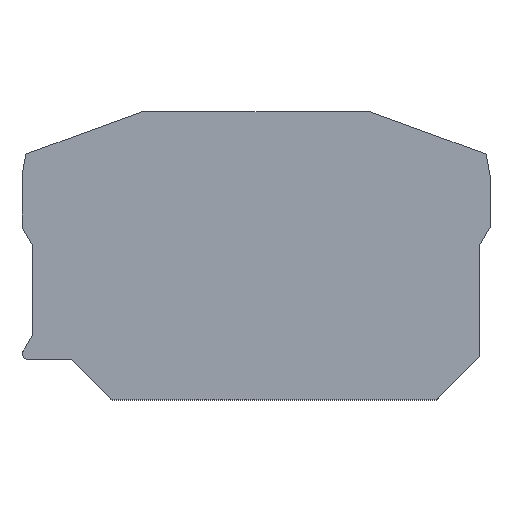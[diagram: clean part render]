
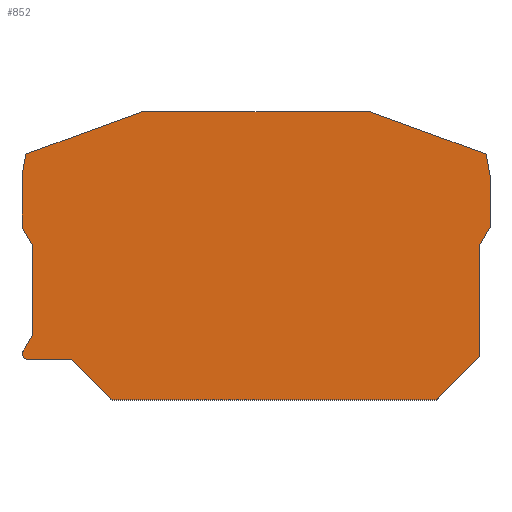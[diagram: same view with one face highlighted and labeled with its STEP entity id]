
A CAD part, top view. The second image highlights one B-rep face of the part: STEP entity #852.
In plain terms, the highlighted planar face has unit normal (0, 0, 1).
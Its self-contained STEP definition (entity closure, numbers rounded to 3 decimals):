
#159=DIRECTION('',(-0.5,-0.866,0.));
#160=VECTOR('',#159,2.614);
#161=CARTESIAN_POINT('',(-31.,9.064,2.));
#162=LINE('',#161,#160);
#163=DIRECTION('',(0.,-1.,0.));
#164=VECTOR('',#163,12.338);
#165=CARTESIAN_POINT('',(-31.,21.402,2.));
#166=LINE('',#165,#164);
#167=DIRECTION('',(0.5,-0.866,0.));
#168=VECTOR('',#167,3.);
#169=CARTESIAN_POINT('',(-32.5,24.,2.));
#170=LINE('',#169,#168);
#171=DIRECTION('',(0.,-1.,0.));
#172=VECTOR('',#171,7.187);
#173=CARTESIAN_POINT('',(-32.5,31.187,2.));
#174=LINE('',#173,#172);
#175=DIRECTION('',(-0.174,-0.985,0.));
#176=VECTOR('',#175,3.);
#177=CARTESIAN_POINT('',(-31.979,34.142,2.));
#178=LINE('',#177,#176);
#179=DIRECTION('',(-0.94,-0.342,0.));
#180=VECTOR('',#179,17.129);
#181=CARTESIAN_POINT('',(-15.883,40.,2.));
#182=LINE('',#181,#180);
#183=DIRECTION('',(-1.,0.,0.));
#184=VECTOR('',#183,31.766);
#185=CARTESIAN_POINT('',(15.883,40.,2.));
#186=LINE('',#185,#184);
#187=DIRECTION('',(-0.94,0.342,0.));
#188=VECTOR('',#187,17.129);
#189=CARTESIAN_POINT('',(31.979,34.142,2.));
#190=LINE('',#189,#188);
#191=DIRECTION('',(-0.174,0.985,0.));
#192=VECTOR('',#191,3.);
#193=CARTESIAN_POINT('',(32.5,31.187,2.));
#194=LINE('',#193,#192);
#195=DIRECTION('',(0.,1.,0.));
#196=VECTOR('',#195,7.187);
#197=CARTESIAN_POINT('',(32.5,24.,2.));
#198=LINE('',#197,#196);
#199=DIRECTION('',(0.5,0.866,0.));
#200=VECTOR('',#199,3.);
#201=CARTESIAN_POINT('',(31.,21.402,2.));
#202=LINE('',#201,#200);
#203=DIRECTION('',(0.,1.,0.));
#204=VECTOR('',#203,15.402);
#205=CARTESIAN_POINT('',(31.,6.,2.));
#206=LINE('',#205,#204);
#207=DIRECTION('',(0.707,0.707,0.));
#208=VECTOR('',#207,8.485);
#209=CARTESIAN_POINT('',(25.,0.,2.));
#210=LINE('',#209,#208);
#211=DIRECTION('',(1.,0.,0.));
#212=VECTOR('',#211,45.);
#213=CARTESIAN_POINT('',(-20.,0.,2.));
#214=LINE('',#213,#212);
#215=DIRECTION('',(0.707,-0.707,0.));
#216=VECTOR('',#215,7.92);
#217=CARTESIAN_POINT('',(-25.6,5.6,2.));
#218=LINE('',#217,#216);
#219=DIRECTION('',(1.,0.,0.));
#220=VECTOR('',#219,6.014);
#221=CARTESIAN_POINT('',(-31.614,5.6,2.));
#222=LINE('',#221,#220);
#223=CARTESIAN_POINT('',(-31.614,6.4,2.));
#224=DIRECTION('',(0.,0.,1.));
#225=DIRECTION('',(-0.866,0.5,0.));
#226=AXIS2_PLACEMENT_3D('',#223,#224,#225);
#428=CARTESIAN_POINT('',(31.,6.,2.));
#429=CARTESIAN_POINT('',(31.,21.402,2.));
#430=VERTEX_POINT('',#428);
#431=VERTEX_POINT('',#429);
#432=CARTESIAN_POINT('',(15.883,40.,2.));
#433=CARTESIAN_POINT('',(-15.883,40.,2.));
#434=VERTEX_POINT('',#432);
#435=VERTEX_POINT('',#433);
#436=CARTESIAN_POINT('',(-31.,21.402,2.));
#437=CARTESIAN_POINT('',(-31.,9.064,2.));
#438=VERTEX_POINT('',#436);
#439=VERTEX_POINT('',#437);
#442=CARTESIAN_POINT('',(25.,0.,2.));
#443=VERTEX_POINT('',#442);
#464=CARTESIAN_POINT('',(-32.307,6.8,2.));
#465=VERTEX_POINT('',#464);
#466=CARTESIAN_POINT('',(-31.614,5.6,2.));
#467=VERTEX_POINT('',#466);
#468=CARTESIAN_POINT('',(-25.6,5.6,2.));
#469=VERTEX_POINT('',#468);
#470=CARTESIAN_POINT('',(-20.,0.,2.));
#471=VERTEX_POINT('',#470);
#472=CARTESIAN_POINT('',(32.5,24.,2.));
#473=VERTEX_POINT('',#472);
#474=CARTESIAN_POINT('',(32.5,31.187,2.));
#475=VERTEX_POINT('',#474);
#476=CARTESIAN_POINT('',(31.979,34.142,2.));
#477=VERTEX_POINT('',#476);
#478=CARTESIAN_POINT('',(-31.979,34.142,2.));
#479=VERTEX_POINT('',#478);
#480=CARTESIAN_POINT('',(-32.5,31.187,2.));
#481=VERTEX_POINT('',#480);
#482=CARTESIAN_POINT('',(-32.5,24.,2.));
#483=VERTEX_POINT('',#482);
#828=CARTESIAN_POINT('',(0.,0.,2.));
#829=DIRECTION('',(0.,0.,1.));
#830=DIRECTION('',(1.,0.,0.));
#831=AXIS2_PLACEMENT_3D('',#828,#829,#830);
#832=PLANE('',#831);
#833=ORIENTED_EDGE('',*,*,#598,.F.);
#834=ORIENTED_EDGE('',*,*,#613,.F.);
#835=ORIENTED_EDGE('',*,*,#627,.F.);
#836=ORIENTED_EDGE('',*,*,#641,.F.);
#837=ORIENTED_EDGE('',*,*,#655,.F.);
#838=ORIENTED_EDGE('',*,*,#669,.F.);
#839=ORIENTED_EDGE('',*,*,#683,.F.);
#840=ORIENTED_EDGE('',*,*,#697,.F.);
#841=ORIENTED_EDGE('',*,*,#711,.F.);
#842=ORIENTED_EDGE('',*,*,#725,.F.);
#843=ORIENTED_EDGE('',*,*,#739,.F.);
#844=ORIENTED_EDGE('',*,*,#753,.F.);
#845=ORIENTED_EDGE('',*,*,#767,.F.);
#846=ORIENTED_EDGE('',*,*,#781,.F.);
#847=ORIENTED_EDGE('',*,*,#795,.F.);
#848=ORIENTED_EDGE('',*,*,#809,.F.);
#849=ORIENTED_EDGE('',*,*,#822,.F.);
#850=EDGE_LOOP('',(#833,#834,#835,#836,#837,#838,#839,#840,#841,#842,#843,#844,
#845,#846,#847,#848,#849));
#851=FACE_OUTER_BOUND('',#850,.F.);
#852=ADVANCED_FACE('',(#851),#832,.T.);
#227=CIRCLE('',#226,0.8);
#598=EDGE_CURVE('',#439,#465,#162,.T.);
#613=EDGE_CURVE('',#438,#439,#166,.T.);
#627=EDGE_CURVE('',#483,#438,#170,.T.);
#641=EDGE_CURVE('',#481,#483,#174,.T.);
#655=EDGE_CURVE('',#479,#481,#178,.T.);
#669=EDGE_CURVE('',#435,#479,#182,.T.);
#683=EDGE_CURVE('',#434,#435,#186,.T.);
#697=EDGE_CURVE('',#477,#434,#190,.T.);
#711=EDGE_CURVE('',#475,#477,#194,.T.);
#725=EDGE_CURVE('',#473,#475,#198,.T.);
#739=EDGE_CURVE('',#431,#473,#202,.T.);
#753=EDGE_CURVE('',#430,#431,#206,.T.);
#767=EDGE_CURVE('',#443,#430,#210,.T.);
#781=EDGE_CURVE('',#471,#443,#214,.T.);
#795=EDGE_CURVE('',#469,#471,#218,.T.);
#809=EDGE_CURVE('',#467,#469,#222,.T.);
#822=EDGE_CURVE('',#465,#467,#227,.T.);
